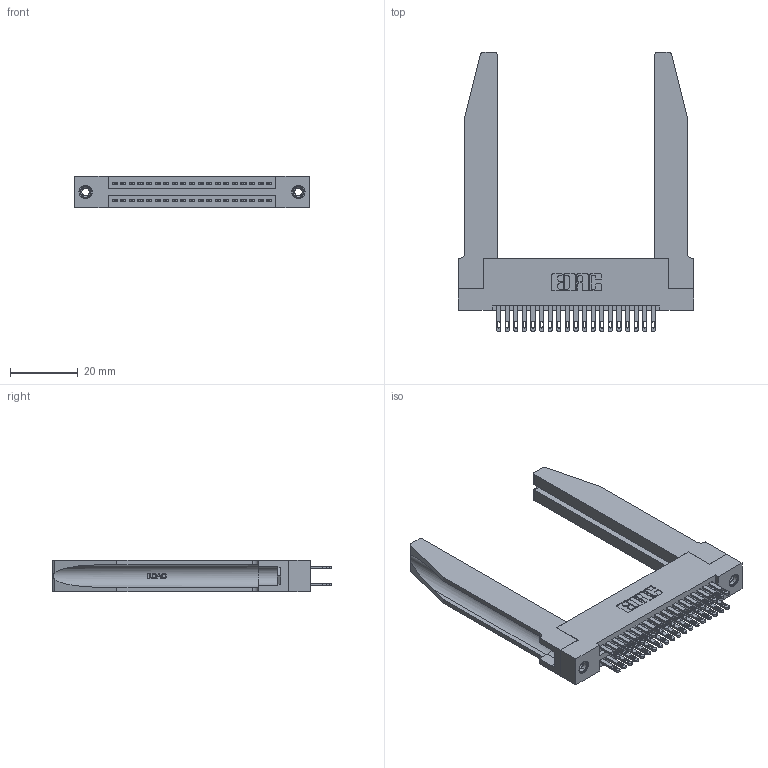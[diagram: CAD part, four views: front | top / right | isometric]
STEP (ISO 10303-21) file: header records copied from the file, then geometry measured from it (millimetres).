
FILE_DESCRIPTION (( 'STEP AP203' ), '1' );
FILE_NAME ('345-038-500-278.STEP', '2019-10-28T13:29:26', ( '' ), ( '' ), 'SwSTEP 2.0', 'SolidWorks 2016', '' );
FILE_SCHEMA (( 'CONFIG_CONTROL_DESIGN' ));
Length unit declared in the file: inch
Products named in the file (5): 345-292-001_345-293-100; 345-220-078_345-220-078; 345 Part_Flush Mounting Lugs - 0.156 Dia-TH; 345-250-001_345-250-001-102; 345-038-500-278
Assembly tree (43 placements, depth 2):
  345-038-500-278
    345 Part_Flush Mounting Lugs - 0.156 Dia-TH
    345-292-001_345-293-100  x38
    345-250-001_345-250-001-102  x2
    345-220-078_345-220-078  x2
Bounding box: 69.49 x 82.47 x 9.4 mm (x, y, z)
Volume: 14423.8 mm3; surface area: 16615.4 mm2
Topology: 43 solids, 43 shells, 2108 faces, 6307 edges, 4194 vertices
Faces by surface type: plane 1248, cylinder 808, bspline 36, cone 12, torus 4
Entity records: 22674 total; most frequent: CARTESIAN_POINT 4739, ORIENTED_EDGE 3570, DIRECTION 3203, EDGE_CURVE 1785, LINE 1479, VECTOR 1479, VERTEX_POINT 1184, AXIS2_PLACEMENT_3D 862
